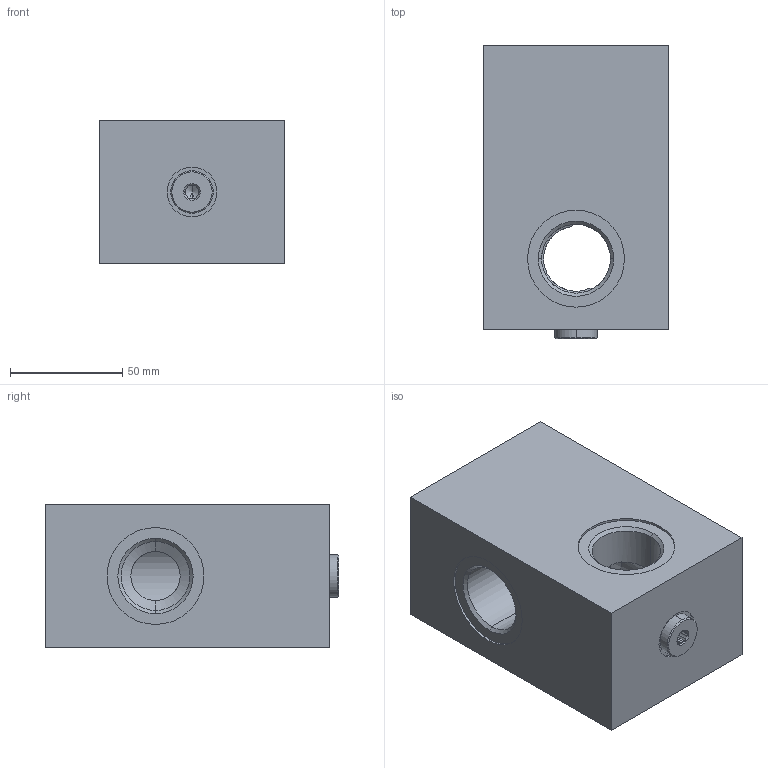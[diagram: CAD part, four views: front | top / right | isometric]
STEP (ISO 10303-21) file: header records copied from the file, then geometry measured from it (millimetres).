
FILE_DESCRIPTION (( 'STEP AP203' ), '1' );
FILE_NAME ('ML-17A3-G08AG-Z03.STEP', '2026-02-25T01:03:22', ( '' ), ( '' ), 'SwSTEP 2.0', 'SolidWorks 2018', '' );
FILE_SCHEMA (( 'CONFIG_CONTROL_DESIGN' ));
Length unit declared in the file: millimetre
Products named in the file (5): 4KE161101A001; ML-17A3-G08AG-Z03; 6EB017A3G08T004_目錄; 6DBG02A001; 7DBG02A001
Assembly tree (4 placements, depth 3):
  ML-17A3-G08AG-Z03
    6EB017A3G08T004_目錄
    7DBG02A001
      4KE161101A001
      6DBG02A001
Bounding box: 82.6 x 131 x 64 mm (x, y, z)
Volume: 512101.5 mm3; surface area: 67262.6 mm2
Topology: 3 solids, 3 shells, 165 faces, 396 edges, 240 vertices
Faces by surface type: cylinder 71, cone 50, plane 39, torus 4, bspline 1
Entity records: 7625 total; most frequent: CARTESIAN_POINT 3335, DIRECTION 820, ORIENTED_EDGE 772, EDGE_CURVE 386, AXIS2_PLACEMENT_3D 331, VERTEX_POINT 240, EDGE_LOOP 190, FACE_OUTER_BOUND 165
